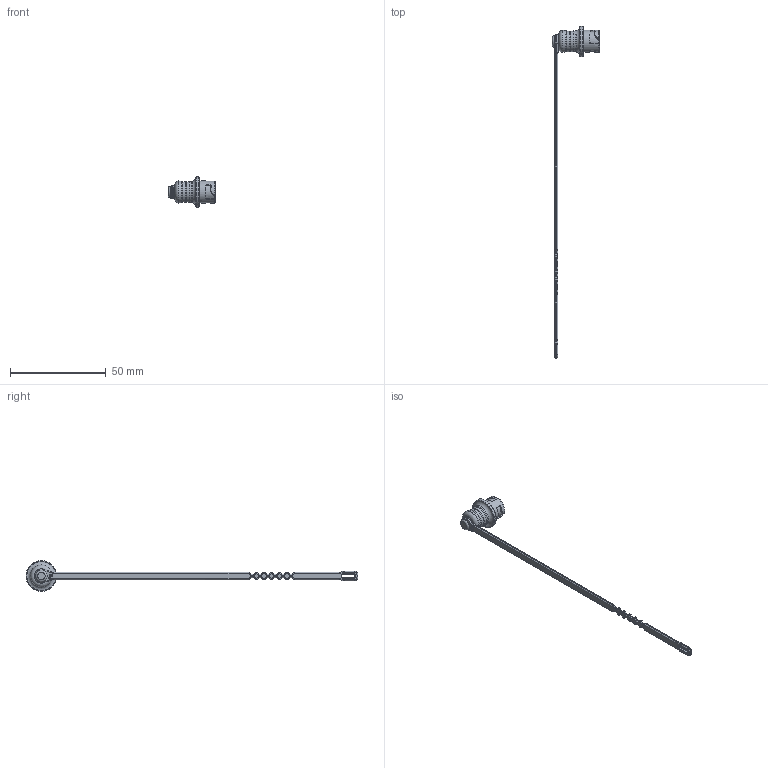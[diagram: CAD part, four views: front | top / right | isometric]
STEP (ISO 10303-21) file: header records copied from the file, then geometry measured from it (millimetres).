
FILE_DESCRIPTION(/* description */ (''),/* implementation_level */ '2;1');
FILE_NAME(/* name */ '08 0375 000 000 001_01.stp',/* time_stamp */ '2024-01-08T10:20:21+01:00',/* author */ (''),/* organization */ (''),/* preprocessor_version */ 'ST-DEVELOPER v18.102',/* originating_system */ 'SIEMENS PLM Software NX 2027',/* authorisation */ '');
FILE_SCHEMA (('AUTOMOTIVE_DESIGN { 1 0 10303 214 3 1 1 1 }'));
Length unit declared in the file: millimetre
Products named in the file (1): 01_objects
Bounding box: 24.75 x 173 x 16 mm (x, y, z)
Volume: 2830.6 mm3; surface area: 3185.9 mm2
Topology: 1 solids, 1 shells, 585 faces, 1327 edges, 756 vertices
Faces by surface type: cylinder 225, plane 129, torus 113, bspline 94, extrusion 15, cone 9
Full cylindrical faces by diameter (mm): 4.45 x2, 6 x2, 16 x1
Entity records: 17770 total; most frequent: CARTESIAN_POINT 5022, DIRECTION 2777, ORIENTED_EDGE 2586, EDGE_CURVE 1293, AXIS2_PLACEMENT_3D 1103, VERTEX_POINT 748, EDGE_LOOP 625, ADVANCED_FACE 585
